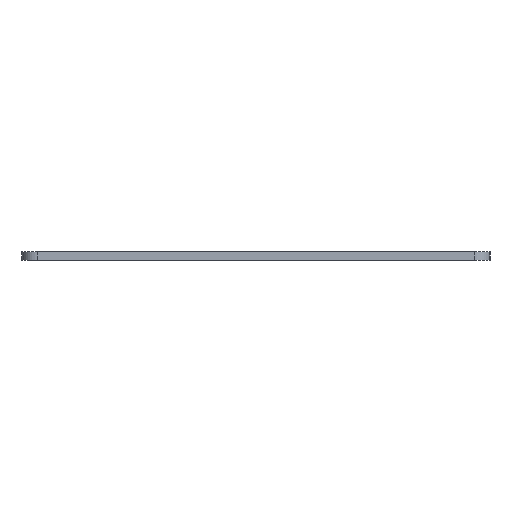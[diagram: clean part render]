
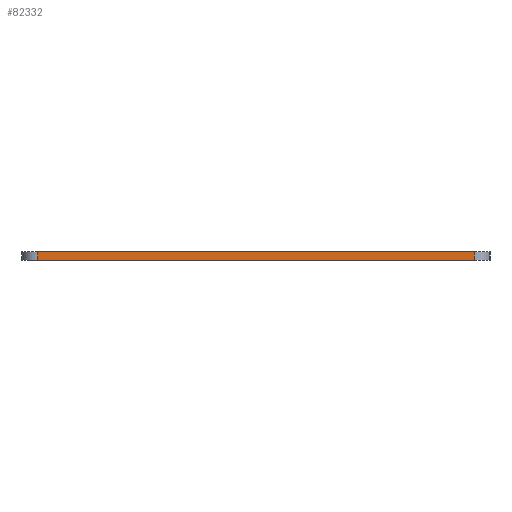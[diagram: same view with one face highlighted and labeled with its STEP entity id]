
A CAD part, left-side view. The second image highlights one B-rep face of the part: STEP entity #82332.
In plain terms, the highlighted planar face has unit normal (-1, 0, 0).
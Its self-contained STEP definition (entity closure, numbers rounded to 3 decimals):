
#77427 = VERTEX_POINT('',#77428);
#77428 = CARTESIAN_POINT('',(32.785,-53.22,0.));
#77435 = EDGE_CURVE('',#77436,#77427,#77438,.T.);
#77436 = VERTEX_POINT('',#77437);
#77437 = CARTESIAN_POINT('',(32.785,-135.326,0.));
#77438 = LINE('',#77439,#77440);
#77439 = CARTESIAN_POINT('',(32.785,-135.326,0.));
#77440 = VECTOR('',#77441,1.);
#77441 = DIRECTION('',(0.,1.,0.));
#79866 = VERTEX_POINT('',#79867);
#79867 = CARTESIAN_POINT('',(32.785,-53.22,1.51));
#79874 = EDGE_CURVE('',#79875,#79866,#79877,.T.);
#79875 = VERTEX_POINT('',#79876);
#79876 = CARTESIAN_POINT('',(32.785,-135.326,1.51));
#79877 = LINE('',#79878,#79879);
#79878 = CARTESIAN_POINT('',(32.785,-135.326,1.51));
#79879 = VECTOR('',#79880,1.);
#79880 = DIRECTION('',(0.,1.,0.));
#82302 = EDGE_CURVE('',#77427,#79866,#82303,.T.);
#82303 = LINE('',#82304,#82305);
#82304 = CARTESIAN_POINT('',(32.785,-53.22,0.));
#82305 = VECTOR('',#82306,1.);
#82306 = DIRECTION('',(0.,0.,1.));
#82332 = ADVANCED_FACE('',(#82333),#82344,.T.);
#82333 = FACE_BOUND('',#82334,.T.);
#82334 = EDGE_LOOP('',(#82335,#82341,#82342,#82343));
#82335 = ORIENTED_EDGE('',*,*,#82336,.T.);
#82336 = EDGE_CURVE('',#77436,#79875,#82337,.T.);
#82337 = LINE('',#82338,#82339);
#82338 = CARTESIAN_POINT('',(32.785,-135.326,0.));
#82339 = VECTOR('',#82340,1.);
#82340 = DIRECTION('',(0.,0.,1.));
#82341 = ORIENTED_EDGE('',*,*,#79874,.T.);
#82342 = ORIENTED_EDGE('',*,*,#82302,.F.);
#82343 = ORIENTED_EDGE('',*,*,#77435,.F.);
#82344 = PLANE('',#82345);
#82345 = AXIS2_PLACEMENT_3D('',#82346,#82347,#82348);
#82346 = CARTESIAN_POINT('',(32.785,-135.326,0.));
#82347 = DIRECTION('',(-1.,0.,0.));
#82348 = DIRECTION('',(0.,1.,0.));
